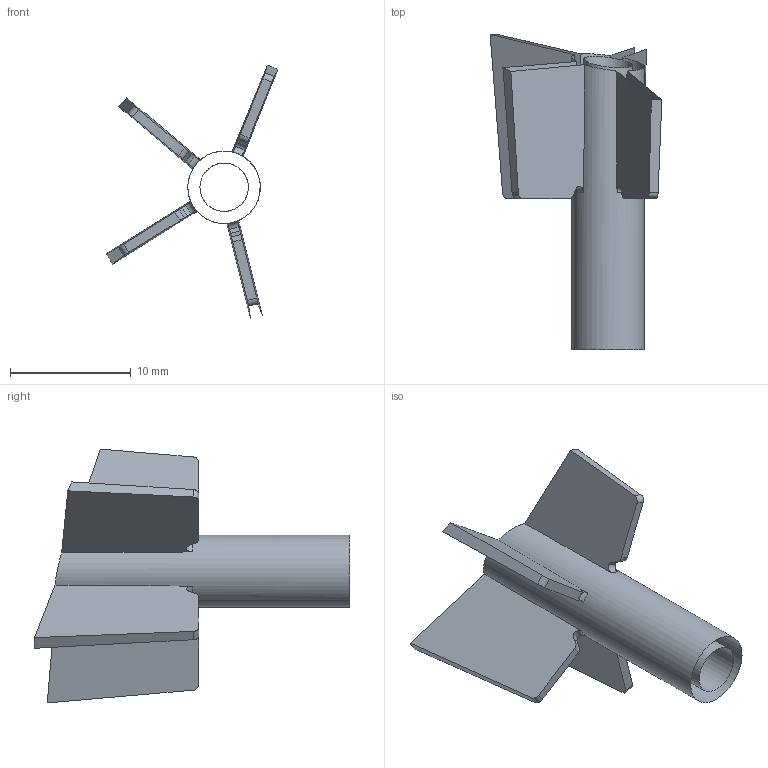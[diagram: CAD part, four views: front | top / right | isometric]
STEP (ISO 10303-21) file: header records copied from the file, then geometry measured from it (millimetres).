
FILE_DESCRIPTION(('Open CASCADE Model'),'2;1');
FILE_NAME('Open CASCADE Shape Model','2025-10-21T21:37:34',('Author'),( 'Open CASCADE'),'Open CASCADE STEP processor 7.7','Open CASCADE 7.7' ,'Unknown');
FILE_SCHEMA(('AUTOMOTIVE_DESIGN { 1 0 10303 214 1 1 1 1 }'));
Length unit declared in the file: millimetre
Products named in the file (39): Open CASCADE STEP translator 7.7 28; Open CASCADE STEP translator 7.7 28.1; Open CASCADE STEP translator 7.7 28.2; Open CASCADE STEP translator 7.7 28.3; Open CASCADE STEP translator 7.7 28.4; Open CASCADE STEP translator 7.7 28.5; Open CASCADE STEP translator 7.7 28.6; Open CASCADE STEP translator 7.7 28.7; Open CASCADE STEP translator 7.7 28.8; Open CASCADE STEP translator 7.7 28.9; Open CASCADE STEP translator 7.7 28.10; Open CASCADE STEP translator 7.7 28.11; Open CASCADE STEP translator 7.7 28.12; Open CASCADE STEP translator 7.7 28.13; Open CASCADE STEP translator 7.7 28.14; Open CASCADE STEP translator 7.7 28.15; Open CASCADE STEP translator 7.7 28.16; Open CASCADE STEP translator 7.7 28.17; Open CASCADE STEP translator 7.7 28.18; Open CASCADE STEP translator 7.7 28.19; Open CASCADE STEP translator 7.7 28.20; Open CASCADE STEP translator 7.7 28.21; Open CASCADE STEP translator 7.7 28.22; Open CASCADE STEP translator 7.7 28.23; Open CASCADE STEP translator 7.7 28.24; Open CASCADE STEP translator 7.7 28.25; Open CASCADE STEP translator 7.7 28.26; Open CASCADE STEP translator 7.7 28.27; Open CASCADE STEP translator 7.7 28.28; Open CASCADE STEP translator 7.7 28.29; Open CASCADE STEP translator 7.7 28.30; Open CASCADE STEP translator 7.7 28.31; Open CASCADE STEP translator 7.7 28.32; Open CASCADE STEP translator 7.7 28.33; Open CASCADE STEP translator 7.7 28.34; Open CASCADE STEP translator 7.7 28.35; Open CASCADE STEP translator 7.7 28.36; Open CASCADE STEP translator 7.7 28.37; Open CASCADE STEP translator 7.7 28.38
Assembly tree (38 placements, depth 2):
  Open CASCADE STEP translator 7.7 28
    Open CASCADE STEP translator 7.7 28.1
    Open CASCADE STEP translator 7.7 28.2
    Open CASCADE STEP translator 7.7 28.3
    Open CASCADE STEP translator 7.7 28.4
    Open CASCADE STEP translator 7.7 28.5
    Open CASCADE STEP translator 7.7 28.6
    Open CASCADE STEP translator 7.7 28.7
    Open CASCADE STEP translator 7.7 28.8
    Open CASCADE STEP translator 7.7 28.9
    Open CASCADE STEP translator 7.7 28.10
    Open CASCADE STEP translator 7.7 28.11
    Open CASCADE STEP translator 7.7 28.12
    Open CASCADE STEP translator 7.7 28.13
    Open CASCADE STEP translator 7.7 28.14
    Open CASCADE STEP translator 7.7 28.15
    Open CASCADE STEP translator 7.7 28.16
    Open CASCADE STEP translator 7.7 28.17
    Open CASCADE STEP translator 7.7 28.18
    Open CASCADE STEP translator 7.7 28.19
    Open CASCADE STEP translator 7.7 28.20
    Open CASCADE STEP translator 7.7 28.21
    Open CASCADE STEP translator 7.7 28.22
    Open CASCADE STEP translator 7.7 28.23
    Open CASCADE STEP translator 7.7 28.24
    Open CASCADE STEP translator 7.7 28.25
    Open CASCADE STEP translator 7.7 28.26
    Open CASCADE STEP translator 7.7 28.27
    Open CASCADE STEP translator 7.7 28.28
    Open CASCADE STEP translator 7.7 28.29
    Open CASCADE STEP translator 7.7 28.30
    Open CASCADE STEP translator 7.7 28.31
    Open CASCADE STEP translator 7.7 28.32
    Open CASCADE STEP translator 7.7 28.33
    Open CASCADE STEP translator 7.7 28.34
    Open CASCADE STEP translator 7.7 28.35
    Open CASCADE STEP translator 7.7 28.36
    Open CASCADE STEP translator 7.7 28.37
    Open CASCADE STEP translator 7.7 28.38
Bounding box: 14.21 x 26.1 x 20.99 mm (x, y, z)
Surface area: 1436.1 mm2 (no closed solid volume)
Topology: 0 solids, 38 shells, 38 faces, 213 edges, 211 vertices
Faces by surface type: plane 15, torus 12, cylinder 6, cone 4, bspline 1
Full cylindrical faces by diameter (mm): 4 x1, 6 x1
Entity records: 5435 total; most frequent: CARTESIAN_POINT 2226, DIRECTION 444, ORIENTED_EDGE 215, PCURVE 215, DEFINITIONAL_REPRESENTATION 215, EDGE_CURVE 213, VERTEX_POINT 211, SURFACE_CURVE 211
